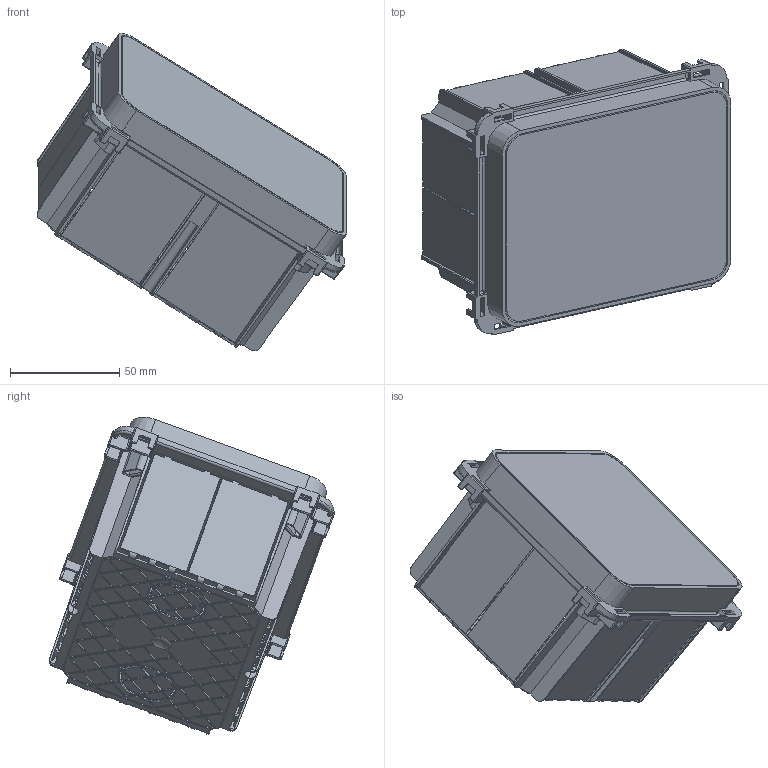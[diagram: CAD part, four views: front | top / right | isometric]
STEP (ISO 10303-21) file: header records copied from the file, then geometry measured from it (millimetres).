
FILE_DESCRIPTION(('CATIA V5 STEP Exchange'),'2;1');
FILE_NAME('BL03P.stp','2023-09-25T11:49:08+00:00',('none'),('none'),'CATIA Version 5-6 Release 2016 SP6','CATIA V5 STEP AP203','none');
FILE_SCHEMA(('CONFIG_CONTROL_DESIGN'));
Products named in the file (1): BL03P
Assembly tree (3 placements, depth 2):
  BL03P
    #57
    #101
    #112345
Bounding box: 141.52 x 130.59 x 145.02 mm (x, y, z)
Volume: 122438.7 mm3; surface area: 125998.9 mm2
Topology: 2 solids, 2 shells, 3241 faces, 9318 edges, 6112 vertices
Faces by surface type: plane 2120, cylinder 795, torus 122, cone 108, bspline 72, sphere 14, extrusion 6, revolution 4
Entity records: 112635 total; most frequent: CARTESIAN_POINT 36004, ORIENTED_EDGE 18576, DIRECTION 11564, EDGE_CURVE 9288, VERTEX_POINT 6108, VECTOR 6030, LINE 6024, EDGE_LOOP 3406
